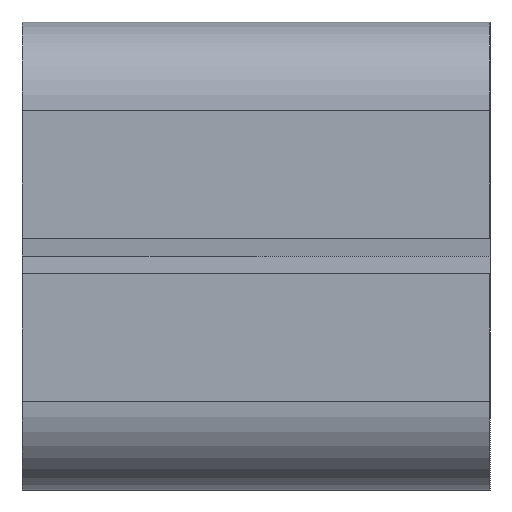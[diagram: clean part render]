
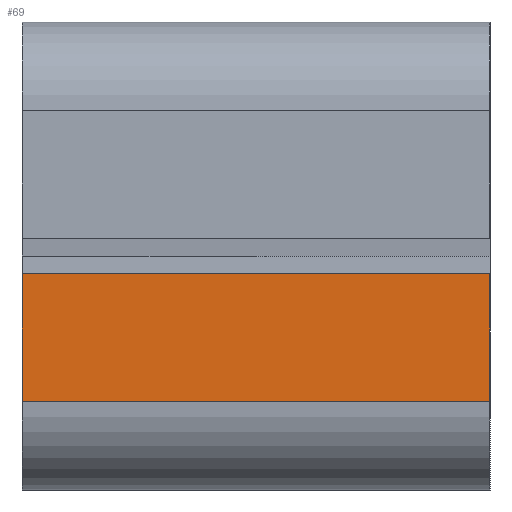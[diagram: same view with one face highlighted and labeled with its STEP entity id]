
A CAD part, left-side view. The second image highlights one B-rep face of the part: STEP entity #69.
In plain terms, the highlighted planar face has unit normal (-1, 0, 0).
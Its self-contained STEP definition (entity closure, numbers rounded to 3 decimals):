
#69=ADVANCED_FACE('',(#139),#140,.T.);
#139=FACE_OUTER_BOUND('',#207,.T.);
#140=PLANE('',#208);
#207=EDGE_LOOP('',(#357,#358,#359,#360));
#208=AXIS2_PLACEMENT_3D('',#361,#362,#363);
#357=ORIENTED_EDGE('',*,*,#463,.F.);
#358=ORIENTED_EDGE('',*,*,#484,.F.);
#359=ORIENTED_EDGE('',*,*,#449,.T.);
#360=ORIENTED_EDGE('',*,*,#482,.F.);
#361=CARTESIAN_POINT('',(-48.5,13.2,13.2));
#362=DIRECTION('',(-1.0,0.0,0.0));
#363=DIRECTION('',(0.0,0.0,1.0));
#449=EDGE_CURVE('',#545,#543,#546,.T.);
#463=EDGE_CURVE('',#565,#567,#568,.T.);
#482=EDGE_CURVE('',#567,#543,#593,.T.);
#484=EDGE_CURVE('',#545,#565,#595,.T.);
#543=VERTEX_POINT('',#668);
#545=VERTEX_POINT('',#670);
#546=LINE('',#671,#672);
#565=VERTEX_POINT('',#697);
#567=VERTEX_POINT('',#700);
#568=LINE('',#701,#702);
#593=LINE('',#737,#738);
#595=LINE('',#740,#741);
#668=CARTESIAN_POINT('',(-48.5,13.2,-8.2));
#670=CARTESIAN_POINT('',(-48.5,13.2,-1.));
#671=CARTESIAN_POINT('',(-48.5,13.2,-1.));
#672=VECTOR('',#797,7.2);
#697=CARTESIAN_POINT('',(-48.5,-13.2,-1.));
#700=CARTESIAN_POINT('',(-48.5,-13.2,-8.2));
#701=CARTESIAN_POINT('',(-48.5,-13.2,-1.));
#702=VECTOR('',#817,7.2);
#737=CARTESIAN_POINT('',(-48.5,-13.2,-8.2));
#738=VECTOR('',#837,26.4);
#740=CARTESIAN_POINT('',(-48.5,13.2,-1.));
#741=VECTOR('',#838,26.4);
#797=DIRECTION('',(0.0,0.0,-1.0));
#817=DIRECTION('',(0.0,0.0,-1.0));
#837=DIRECTION('',(0.0,1.0,0.0));
#838=DIRECTION('',(0.0,-1.0,0.0));
